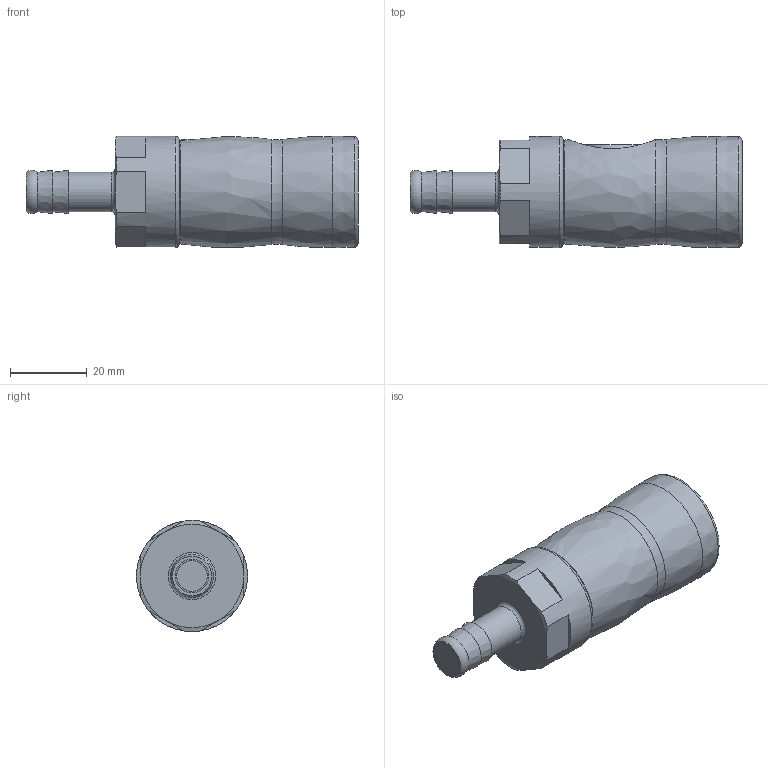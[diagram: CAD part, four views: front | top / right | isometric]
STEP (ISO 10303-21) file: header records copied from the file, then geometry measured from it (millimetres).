
FILE_DESCRIPTION(/* description */ (''),/* implementation_level */ '2;1');
FILE_NAME(/* name */ '30KPTF10APX.stp',/* time_stamp */ '2020-02-20T10:45:30+01:00',/* author */ ('IA176480'),/* organization */ (''),/* preprocessor_version */ 'ST-DEVELOPER v17',/* originating_system */ 'Autodesk Inventor 2019',/* authorisation */ '');
FILE_SCHEMA (('CONFIG_CONTROL_DESIGN'));
Length unit declared in the file: millimetre
Products named in the file (1): Part252
Bounding box: 86.7 x 29.02 x 29.03 mm (x, y, z)
Volume: 47467.7 mm3; surface area: 28193.9 mm2
Topology: 42 solids, 42 shells, 243 faces, 669 edges, 456 vertices
Faces by surface type: cylinder 74, plane 74, cone 33, sphere 32, torus 17, bspline 13
Full cylindrical faces by diameter (mm): 3.5 x1, 4 x11, 8 x1, 8.5 x1, 8.863 x1, 10.3 x1, 11.2 x2, 14 x1, 15.3 x1, 16 x1, 17.5 x1, 17.824 x1, 18 x1, 18.1 x1, 18.2 x2, 20.5 x4, 20.604 x2, 20.7 x1, 21 x1, 22.6 x1, 24 x1, 24.5 x1, 24.949 x1, 25 x10, 26 x3, 29.004 x1
Entity records: 15748 total; most frequent: CARTESIAN_POINT 9824, ORIENTED_EDGE 1214, DIRECTION 1201, EDGE_CURVE 607, AXIS2_PLACEMENT_3D 516, VERTEX_POINT 456, CIRCLE 282, EDGE_LOOP 269
